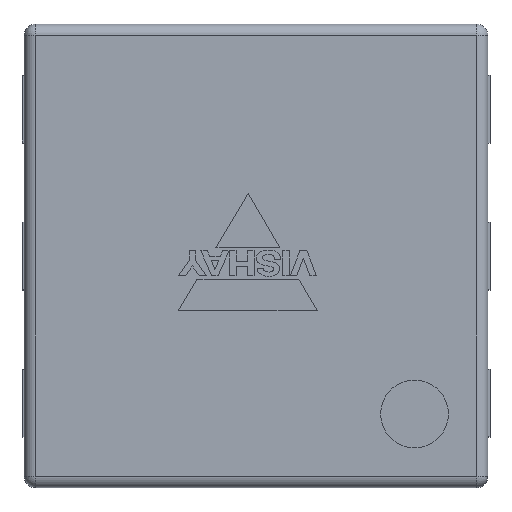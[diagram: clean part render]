
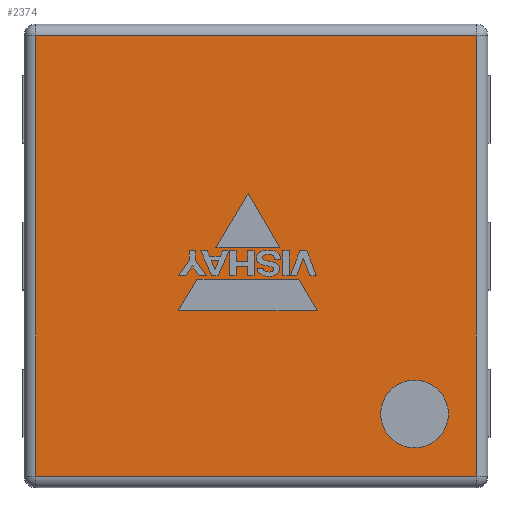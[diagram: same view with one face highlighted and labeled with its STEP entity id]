
A CAD part, top view. The second image highlights one B-rep face of the part: STEP entity #2374.
In plain terms, the highlighted planar face has unit normal (0, 0, 1).
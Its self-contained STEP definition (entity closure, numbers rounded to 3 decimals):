
#146=PLANE('',#2676);
#257=LINE('',#3490,#528);
#261=LINE('',#3506,#532);
#263=LINE('',#3509,#534);
#265=LINE('',#3512,#536);
#528=VECTOR('',#2869,10.);
#532=VECTOR('',#2887,10.);
#534=VECTOR('',#2891,10.);
#536=VECTOR('',#2895,10.);
#827=FACE_OUTER_BOUND('',#970,.T.);
#970=EDGE_LOOP('',(#1749,#1750,#1751,#1752));
#1139=VERTEX_POINT('',#3452);
#1144=VERTEX_POINT('',#3465);
#1149=VERTEX_POINT('',#3478);
#1154=VERTEX_POINT('',#3494);
#1374=EDGE_CURVE('',#1139,#1149,#257,.T.);
#1382=EDGE_CURVE('',#1149,#1154,#261,.T.);
#1384=EDGE_CURVE('',#1154,#1144,#263,.T.);
#1386=EDGE_CURVE('',#1144,#1139,#265,.T.);
#1749=ORIENTED_EDGE('',*,*,#1374,.F.);
#1750=ORIENTED_EDGE('',*,*,#1386,.F.);
#1751=ORIENTED_EDGE('',*,*,#1384,.F.);
#1752=ORIENTED_EDGE('',*,*,#1382,.F.);
#2374=ADVANCED_FACE('',(#827),#146,.T.);
#2676=AXIS2_PLACEMENT_3D('',#3521,#2907,#2908);
#2869=DIRECTION('',(0.,1.,0.));
#2887=DIRECTION('',(1.,0.,0.));
#2891=DIRECTION('',(0.,-1.,0.));
#2895=DIRECTION('',(-1.,0.,0.));
#2907=DIRECTION('center_axis',(0.,0.,1.));
#2908=DIRECTION('ref_axis',(1.,0.,0.));
#3452=CARTESIAN_POINT('',(-0.975,-0.975,0.75));
#3465=CARTESIAN_POINT('',(0.975,-0.975,0.75));
#3478=CARTESIAN_POINT('',(-0.975,0.975,0.75));
#3490=CARTESIAN_POINT('',(-0.975,0.513,0.75));
#3494=CARTESIAN_POINT('',(0.975,0.975,0.75));
#3506=CARTESIAN_POINT('',(0.513,0.975,0.75));
#3509=CARTESIAN_POINT('',(0.975,-0.513,0.75));
#3512=CARTESIAN_POINT('',(-0.513,-0.975,0.75));
#3521=CARTESIAN_POINT('Origin',(0.,0.,
0.75));
